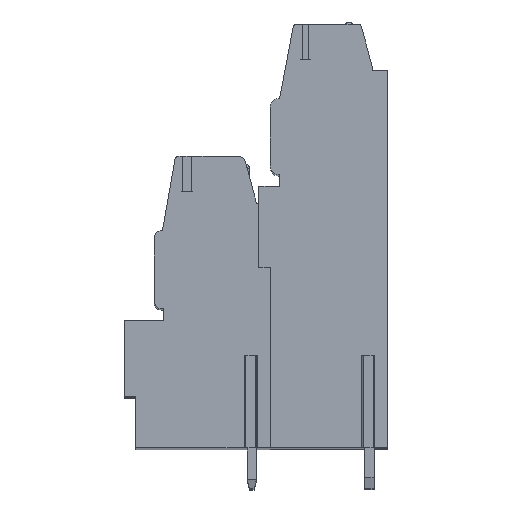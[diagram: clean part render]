
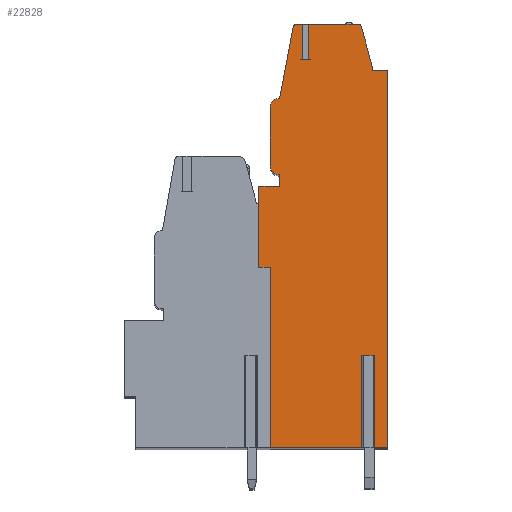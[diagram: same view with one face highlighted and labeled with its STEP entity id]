
A CAD part, top view. The second image highlights one B-rep face of the part: STEP entity #22828.
In plain terms, the highlighted planar face has unit normal (0, 0, 1).
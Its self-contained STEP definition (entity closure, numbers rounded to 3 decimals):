
#13=DIRECTION('',(0.,1.,0.));
#14=VECTOR('',#13,15.6);
#15=CARTESIAN_POINT('',(1.,-19.1,78.74));
#16=LINE('',#15,#14);
#17=DIRECTION('',(1.,0.,0.));
#18=VECTOR('',#17,1.);
#19=CARTESIAN_POINT('',(0.,-3.5,78.74));
#20=LINE('',#19,#18);
#21=DIRECTION('',(-1.,0.,0.));
#22=VECTOR('',#21,1.8);
#23=CARTESIAN_POINT('',(1.8,3.5,78.74));
#24=LINE('',#23,#22);
#25=DIRECTION('',(0.,-1.,0.));
#26=VECTOR('',#25,1.);
#27=CARTESIAN_POINT('',(1.8,4.5,78.74));
#28=LINE('',#27,#26);
#29=CARTESIAN_POINT('',(1.8,5.3,78.74));
#30=DIRECTION('',(0.,0.,1.));
#31=DIRECTION('',(-1.,0.,0.));
#32=AXIS2_PLACEMENT_3D('',#29,#30,#31);
#34=DIRECTION('',(0.,-1.,0.));
#35=VECTOR('',#34,5.);
#36=CARTESIAN_POINT('',(1.,10.3,78.74));
#37=LINE('',#36,#35);
#38=CARTESIAN_POINT('',(1.8,10.3,78.74));
#39=DIRECTION('',(0.,0.,1.));
#40=DIRECTION('',(0.,1.,0.));
#41=AXIS2_PLACEMENT_3D('',#38,#39,#40);
#43=DIRECTION('',(-0.186,-0.983,0.));
#44=VECTOR('',#43,6.265);
#45=CARTESIAN_POINT('',(2.964,17.256,78.74));
#46=LINE('',#45,#44);
#47=CARTESIAN_POINT('',(3.259,17.2,78.74));
#48=DIRECTION('',(0.,0.,1.));
#49=DIRECTION('',(0.,1.,0.));
#50=AXIS2_PLACEMENT_3D('',#47,#48,#49);
#52=DIRECTION('',(-1.,0.,0.));
#53=VECTOR('',#52,0.551);
#54=CARTESIAN_POINT('',(3.81,17.5,78.74));
#55=LINE('',#54,#53);
#56=DIRECTION('',(0.,-1.,0.));
#57=VECTOR('',#56,3.05);
#58=CARTESIAN_POINT('',(3.81,17.5,78.74));
#59=LINE('',#58,#57);
#60=DIRECTION('',(1.,0.,0.));
#61=VECTOR('',#60,0.5);
#62=CARTESIAN_POINT('',(3.81,14.45,78.74));
#63=LINE('',#62,#61);
#64=DIRECTION('',(0.,-1.,0.));
#65=VECTOR('',#64,3.05);
#66=CARTESIAN_POINT('',(4.31,17.5,78.74));
#67=LINE('',#66,#65);
#68=DIRECTION('',(-1.,0.,0.));
#69=VECTOR('',#68,4.27);
#70=CARTESIAN_POINT('',(8.58,17.5,78.74));
#71=LINE('',#70,#69);
#72=CARTESIAN_POINT('',(8.58,17.2,78.74));
#73=DIRECTION('',(0.,0.,1.));
#74=DIRECTION('',(0.965,0.261,0.));
#75=AXIS2_PLACEMENT_3D('',#72,#73,#74);
#77=DIRECTION('',(-0.261,0.965,0.));
#78=VECTOR('',#77,3.539);
#79=CARTESIAN_POINT('',(9.792,13.861,78.74));
#80=LINE('',#79,#78);
#81=DIRECTION('',(-0.035,0.999,0.));
#82=VECTOR('',#81,0.361);
#83=CARTESIAN_POINT('',(9.805,13.5,78.74));
#84=LINE('',#83,#82);
#85=DIRECTION('',(-1.,0.,0.));
#86=VECTOR('',#85,1.355);
#87=CARTESIAN_POINT('',(11.16,13.5,78.74));
#88=LINE('',#87,#86);
#89=DIRECTION('',(0.,1.,0.));
#90=VECTOR('',#89,32.6);
#91=CARTESIAN_POINT('',(11.16,-19.1,78.74));
#92=LINE('',#91,#90);
#93=DIRECTION('',(1.,0.,0.));
#94=VECTOR('',#93,1.39);
#95=CARTESIAN_POINT('',(9.77,-19.1,78.74));
#96=LINE('',#95,#94);
#97=DIRECTION('',(0.,1.,0.));
#98=VECTOR('',#97,8.);
#99=CARTESIAN_POINT('',(9.77,-19.1,78.74));
#100=LINE('',#99,#98);
#101=DIRECTION('',(-1.,0.,0.));
#102=VECTOR('',#101,0.62);
#103=CARTESIAN_POINT('',(9.77,-11.1,78.74));
#104=LINE('',#103,#102);
#105=DIRECTION('',(0.,1.,0.));
#106=VECTOR('',#105,8.);
#107=CARTESIAN_POINT('',(9.15,-19.1,78.74));
#108=LINE('',#107,#106);
#109=DIRECTION('',(1.,0.,0.));
#110=VECTOR('',#109,8.15);
#111=CARTESIAN_POINT('',(1.,-19.1,78.74));
#112=LINE('',#111,#110);
#281=DIRECTION('',(0.,-1.,0.));
#282=VECTOR('',#281,7.);
#283=CARTESIAN_POINT('',(0.,3.5,78.74));
#284=LINE('',#283,#282);
#17925=CARTESIAN_POINT('',(11.16,-19.1,78.74));
#17926=CARTESIAN_POINT('',(11.16,13.5,78.74));
#17927=VERTEX_POINT('',#17925);
#17928=VERTEX_POINT('',#17926);
#17929=CARTESIAN_POINT('',(9.805,13.5,78.74));
#17930=VERTEX_POINT('',#17929);
#17931=CARTESIAN_POINT('',(9.792,13.861,78.74));
#17932=VERTEX_POINT('',#17931);
#17933=CARTESIAN_POINT('',(8.87,17.278,78.74));
#17934=VERTEX_POINT('',#17933);
#17935=CARTESIAN_POINT('',(8.58,17.5,78.74));
#17936=VERTEX_POINT('',#17935);
#17937=CARTESIAN_POINT('',(3.259,17.5,78.74));
#17938=CARTESIAN_POINT('',(2.964,17.256,78.74));
#17939=VERTEX_POINT('',#17937);
#17940=VERTEX_POINT('',#17938);
#17941=CARTESIAN_POINT('',(1.8,11.1,78.74));
#17942=VERTEX_POINT('',#17941);
#17943=CARTESIAN_POINT('',(1.,10.3,78.74));
#17944=VERTEX_POINT('',#17943);
#17945=CARTESIAN_POINT('',(1.,5.3,78.74));
#17946=VERTEX_POINT('',#17945);
#17947=CARTESIAN_POINT('',(1.8,4.5,78.74));
#17948=VERTEX_POINT('',#17947);
#17949=CARTESIAN_POINT('',(1.8,3.5,78.74));
#17950=VERTEX_POINT('',#17949);
#17951=CARTESIAN_POINT('',(0.,3.5,78.74));
#17952=VERTEX_POINT('',#17951);
#18037=CARTESIAN_POINT('',(9.77,-11.1,78.74));
#18038=CARTESIAN_POINT('',(9.15,-11.1,78.74));
#18039=VERTEX_POINT('',#18037);
#18040=VERTEX_POINT('',#18038);
#18041=CARTESIAN_POINT('',(9.77,-19.1,78.74));
#18042=VERTEX_POINT('',#18041);
#18043=CARTESIAN_POINT('',(9.15,-19.1,78.74));
#18044=VERTEX_POINT('',#18043);
#18045=CARTESIAN_POINT('',(1.,-19.1,78.74));
#18046=VERTEX_POINT('',#18045);
#18083=CARTESIAN_POINT('',(3.81,14.45,78.74));
#18084=CARTESIAN_POINT('',(4.31,14.45,78.74));
#18085=VERTEX_POINT('',#18083);
#18086=VERTEX_POINT('',#18084);
#18087=CARTESIAN_POINT('',(3.81,17.5,78.74));
#18088=VERTEX_POINT('',#18087);
#18093=CARTESIAN_POINT('',(4.31,17.5,78.74));
#18094=VERTEX_POINT('',#18093);
#22421=CARTESIAN_POINT('',(1.,-3.5,78.74));
#22422=VERTEX_POINT('',#22421);
#22423=CARTESIAN_POINT('',(0.,-3.5,78.74));
#22424=VERTEX_POINT('',#22423);
#22771=CARTESIAN_POINT('',(0.,0.,78.74));
#22772=DIRECTION('',(0.,0.,1.));
#22773=DIRECTION('',(1.,0.,0.));
#22774=AXIS2_PLACEMENT_3D('',#22771,#22772,#22773);
#22775=PLANE('',#22774);
#22777=ORIENTED_EDGE('',*,*,#22776,.T.);
#22779=ORIENTED_EDGE('',*,*,#22778,.F.);
#22781=ORIENTED_EDGE('',*,*,#22780,.F.);
#22783=ORIENTED_EDGE('',*,*,#22782,.F.);
#22785=ORIENTED_EDGE('',*,*,#22784,.F.);
#22787=ORIENTED_EDGE('',*,*,#22786,.F.);
#22789=ORIENTED_EDGE('',*,*,#22788,.F.);
#22791=ORIENTED_EDGE('',*,*,#22790,.F.);
#22793=ORIENTED_EDGE('',*,*,#22792,.F.);
#22795=ORIENTED_EDGE('',*,*,#22794,.F.);
#22797=ORIENTED_EDGE('',*,*,#22796,.F.);
#22799=ORIENTED_EDGE('',*,*,#22798,.T.);
#22801=ORIENTED_EDGE('',*,*,#22800,.T.);
#22803=ORIENTED_EDGE('',*,*,#22802,.F.);
#22805=ORIENTED_EDGE('',*,*,#22804,.F.);
#22807=ORIENTED_EDGE('',*,*,#22806,.F.);
#22809=ORIENTED_EDGE('',*,*,#22808,.F.);
#22811=ORIENTED_EDGE('',*,*,#22810,.F.);
#22813=ORIENTED_EDGE('',*,*,#22812,.F.);
#22815=ORIENTED_EDGE('',*,*,#22814,.F.);
#22817=ORIENTED_EDGE('',*,*,#22816,.F.);
#22819=ORIENTED_EDGE('',*,*,#22818,.T.);
#22821=ORIENTED_EDGE('',*,*,#22820,.T.);
#22823=ORIENTED_EDGE('',*,*,#22822,.F.);
#22825=ORIENTED_EDGE('',*,*,#22824,.F.);
#22826=EDGE_LOOP('',(#22777,#22779,#22781,#22783,#22785,#22787,#22789,#22791,
#22793,#22795,#22797,#22799,#22801,#22803,#22805,#22807,#22809,#22811,#22813,
#22815,#22817,#22819,#22821,#22823,#22825));
#22827=FACE_OUTER_BOUND('',#22826,.F.);
#33=CIRCLE('',#32,0.8);
#42=CIRCLE('',#41,0.8);
#51=CIRCLE('',#50,0.3);
#76=CIRCLE('',#75,0.3);
#22776=EDGE_CURVE('',#18046,#22422,#16,.T.);
#22778=EDGE_CURVE('',#22424,#22422,#20,.T.);
#22780=EDGE_CURVE('',#17952,#22424,#284,.T.);
#22782=EDGE_CURVE('',#17950,#17952,#24,.T.);
#22784=EDGE_CURVE('',#17948,#17950,#28,.T.);
#22786=EDGE_CURVE('',#17946,#17948,#33,.T.);
#22788=EDGE_CURVE('',#17944,#17946,#37,.T.);
#22790=EDGE_CURVE('',#17942,#17944,#42,.T.);
#22792=EDGE_CURVE('',#17940,#17942,#46,.T.);
#22794=EDGE_CURVE('',#17939,#17940,#51,.T.);
#22796=EDGE_CURVE('',#18088,#17939,#55,.T.);
#22798=EDGE_CURVE('',#18088,#18085,#59,.T.);
#22800=EDGE_CURVE('',#18085,#18086,#63,.T.);
#22802=EDGE_CURVE('',#18094,#18086,#67,.T.);
#22804=EDGE_CURVE('',#17936,#18094,#71,.T.);
#22806=EDGE_CURVE('',#17934,#17936,#76,.T.);
#22808=EDGE_CURVE('',#17932,#17934,#80,.T.);
#22810=EDGE_CURVE('',#17930,#17932,#84,.T.);
#22812=EDGE_CURVE('',#17928,#17930,#88,.T.);
#22814=EDGE_CURVE('',#17927,#17928,#92,.T.);
#22816=EDGE_CURVE('',#18042,#17927,#96,.T.);
#22818=EDGE_CURVE('',#18042,#18039,#100,.T.);
#22820=EDGE_CURVE('',#18039,#18040,#104,.T.);
#22822=EDGE_CURVE('',#18044,#18040,#108,.T.);
#22824=EDGE_CURVE('',#18046,#18044,#112,.T.);
#22828=ADVANCED_FACE('',(#22827),#22775,.T.);
